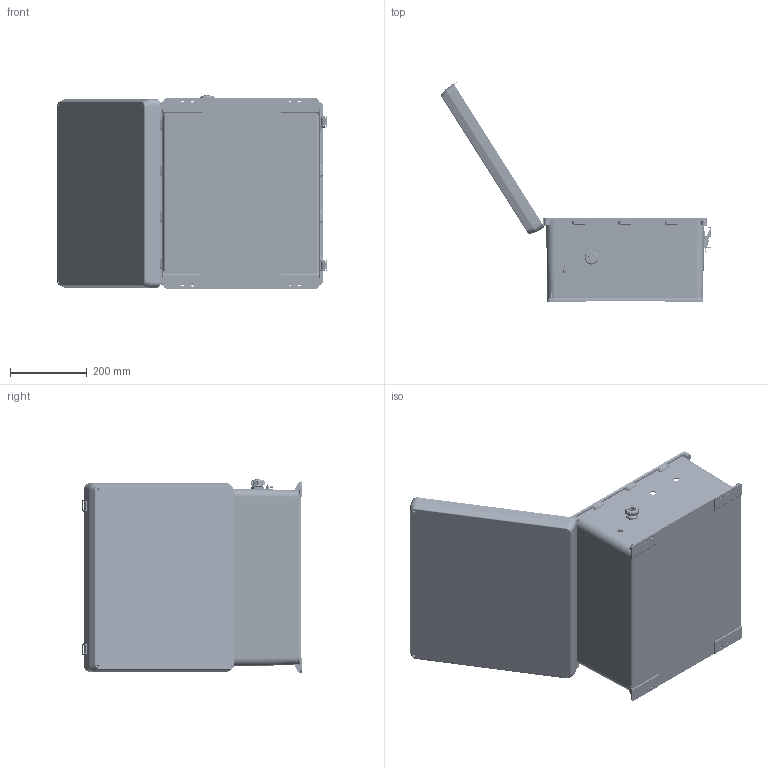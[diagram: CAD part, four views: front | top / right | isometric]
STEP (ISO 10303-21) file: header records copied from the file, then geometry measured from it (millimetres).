
FILE_DESCRIPTION (( 'STEP AP214' ), '1' );
FILE_NAME ('TEF181608-EH0.STEP', '2019-05-10T11:59:24', ( '' ), ( '' ), 'SwSTEP 2.0', 'SolidWorks 2018', '' );
FILE_SCHEMA (( 'AUTOMOTIVE_DESIGN' ));
Length unit declared in the file: inch
Products named in the file (30): XHIC-HTR220; XMH-0041; XCT-0011; XFS-0032_91735A151; XFN-0013; XFS-0026; XFW-0002; 10-32 NEMA PLATE SCREW; XMH-0007; XFS-0059; TEF181608-EH0; NEMA 18 GroundWire; NB181608-Hinge; MJSCVR; XFN-0003; XCT-0010; XFS-0017; XF1082-01; XC-0003; XFS-0031; NB181608-Box; NB181608-DoorClasp-2; XCT-0005; NB181608-Lid; 1AM07-189; XMH-0006; XF797-01; XCTB-0002; XFW-0004; NB181608-DoorClasp-1
Assembly tree (58 placements, depth 2):
  TEF181608-EH0
    NB181608-Box
    NB181608-Hinge  x2
    NB181608-Lid
    NB181608-DoorClasp-1  x2
    NB181608-DoorClasp-2  x2
    10-32 NEMA PLATE SCREW  x4
    XFS-0017  x7
    XCT-0011
    XCT-0010
    XFN-0003  x2
    XC-0003
    XCT-0005
    XFW-0002  x5
    XFS-0026
    XMH-0007  x4
    XMH-0041
    XCTB-0002
    NEMA 18 GroundWire
    XFN-0013  x2
    XFS-0032_91735A151  x2
    XF797-01
    XFS-0059  x2
    XHIC-HTR220  x2
    XFW-0004  x4
    XMH-0006  x2
    XF1082-01
    1AM07-189
    MJSCVR  x2
    XFS-0031
Bounding box: 703.32 x 571.16 x 502.84 mm (x, y, z)
Volume: 4129210.3 mm3; surface area: 2284141.7 mm2
Topology: 66 solids, 67 shells, 6499 faces, 16572 edges, 10259 vertices
Faces by surface type: plane 2182, cylinder 2140, cone 1521, torus 387, bspline 239, sphere 30
Entity records: 158525 total; most frequent: CARTESIAN_POINT 43003, ORIENTED_EDGE 20886, DIRECTION 20082, EDGE_CURVE 10443, AXIS2_PLACEMENT_3D 7278, VERTEX_POINT 6551, VECTOR 5526, LINE 5526
